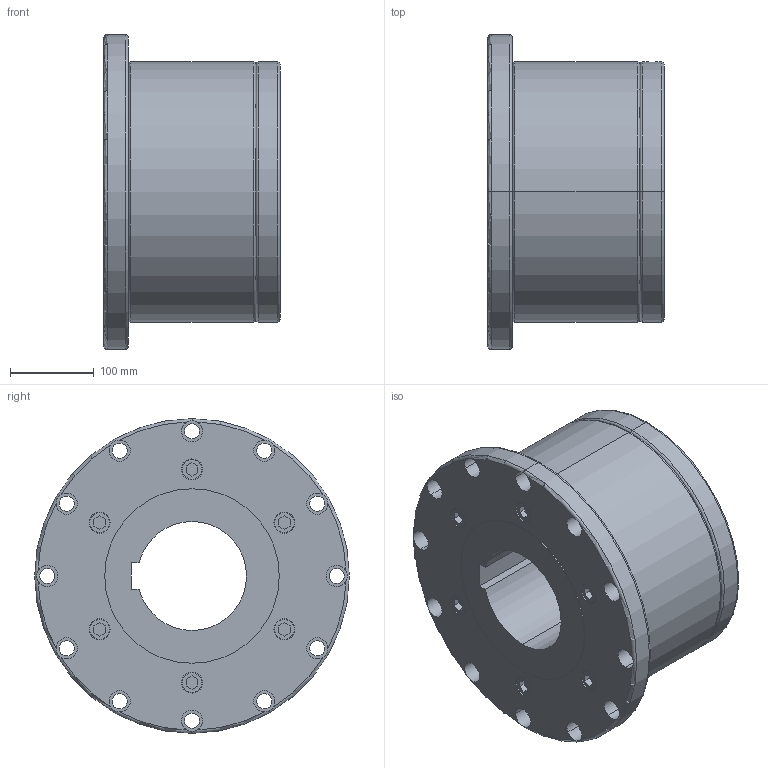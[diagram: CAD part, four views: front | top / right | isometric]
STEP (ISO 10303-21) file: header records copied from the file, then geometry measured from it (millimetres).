
FILE_DESCRIPTION(('STEP AP214'),'1');
FILE_NAME('gl_130_f2-d2.stp','2019-09-14T10:45:19',('TraceParts'),('TraceParts S.A.'),'Spatial InterOp 3D',' ',' ');
FILE_SCHEMA(('AUTOMOTIVE_DESIGN { 1 0 10303 214 1 1 1 1 }'));
Length unit declared in the file: millimetre
Products named in the file (1): gl_130_f2-d2
Bounding box: 212 x 375 x 375 mm (x, y, z)
Volume: 13882120.6 mm3; surface area: 552036.5 mm2
Topology: 1 solids, 1 shells, 287 faces, 741 edges, 497 vertices
Faces by surface type: plane 134, cylinder 117, torus 36
Entity records: 9443 total; most frequent: CARTESIAN_POINT 1999, DIRECTION 1670, ORIENTED_EDGE 1482, EDGE_CURVE 741, AXIS2_PLACEMENT_3D 658, VERTEX_POINT 497, CIRCLE 370, EDGE_LOOP 354
